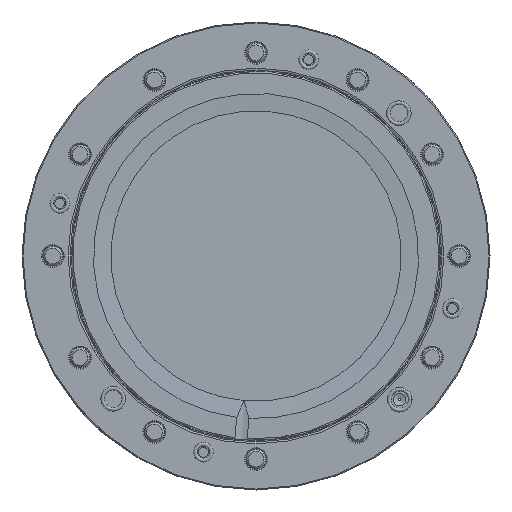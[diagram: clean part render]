
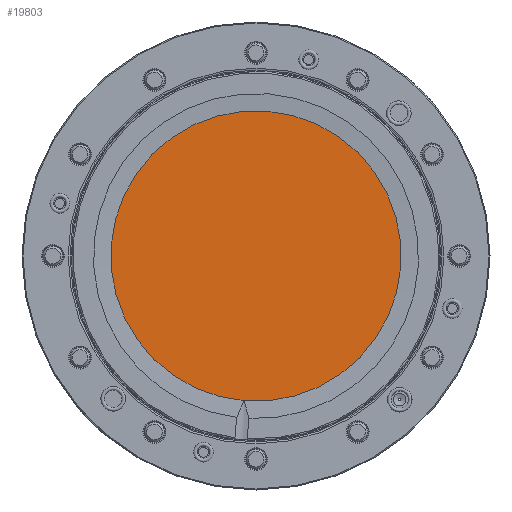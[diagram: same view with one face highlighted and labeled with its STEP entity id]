
A CAD part, front view. The second image highlights one B-rep face of the part: STEP entity #19803.
In plain terms, the highlighted planar face has unit normal (0, -1, 0).
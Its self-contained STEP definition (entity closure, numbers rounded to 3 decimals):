
#516 = ORIENTED_EDGE ( 'NONE', *, *, #12582, .F. ) ;
#1803 = DIRECTION ( 'NONE',  ( 0., 1., 0. ) ) ;
#2348 = DIRECTION ( 'NONE',  ( -0.082, 0., -0.997 ) ) ;
#2454 = CARTESIAN_POINT ( 'NONE',  ( 32.366, -44.5, -2.654 ) ) ;
#3002 = CARTESIAN_POINT ( 'NONE',  ( -4.818, -44.5, -58.749 ) ) ;
#3637 = AXIS2_PLACEMENT_3D ( 'NONE', #2454, #9138, #2348 ) ;
#7679 = PLANE ( 'NONE',  #3637 ) ;
#9138 = DIRECTION ( 'NONE',  ( 0., -1., 0. ) ) ;
#10392 = CARTESIAN_POINT ( 'NONE',  ( 0., -44.5, 0. ) ) ;
#12582 = EDGE_CURVE ( 'NONE', #13001, #13001, #17432, .T. ) ;
#13001 = VERTEX_POINT ( 'NONE', #3002 ) ;
#15684 = FACE_OUTER_BOUND ( 'NONE', #21800, .T. ) ;
#17142 = DIRECTION ( 'NONE',  ( 0.082, 0., 0.997 ) ) ;
#17432 = CIRCLE ( 'NONE', #17784, 58.947 ) ;
#17784 = AXIS2_PLACEMENT_3D ( 'NONE', #10392, #1803, #17142 ) ;
#19803 = ADVANCED_FACE ( 'NONE', ( #15684 ), #7679, .T. ) ;
#21800 = EDGE_LOOP ( 'NONE', ( #516 ) ) ;
